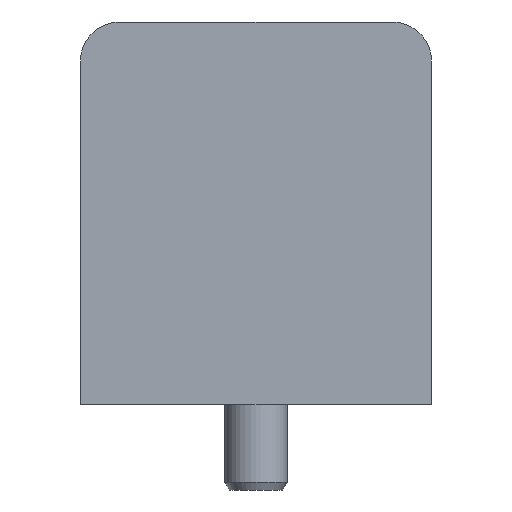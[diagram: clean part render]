
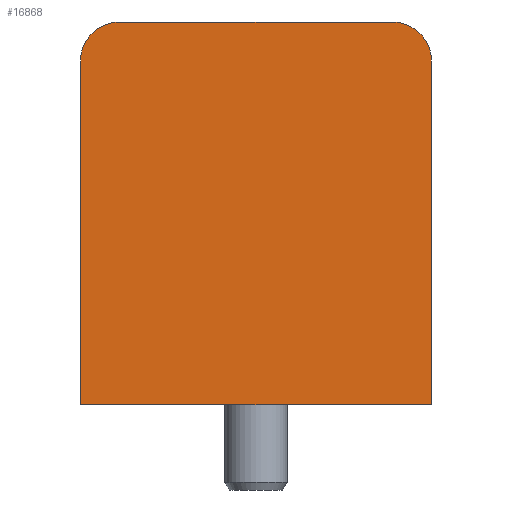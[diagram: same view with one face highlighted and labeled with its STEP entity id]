
A CAD part, left-side view. The second image highlights one B-rep face of the part: STEP entity #16868.
In plain terms, the highlighted planar face has unit normal (-1, 0, 0).
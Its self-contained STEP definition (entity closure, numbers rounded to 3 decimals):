
#91 = DIRECTION ( 'NONE',  ( -1., 0., 0. ) ) ;
#244 = VECTOR ( 'NONE', #28136, 1000. ) ;
#401 = CARTESIAN_POINT ( 'NONE',  ( -5.8, -17.5, 22.5 ) ) ;
#1339 = AXIS2_PLACEMENT_3D ( 'NONE', #5006, #91, #2585 ) ;
#2485 = ORIENTED_EDGE ( 'NONE', *, *, #25278, .F. ) ;
#2585 = DIRECTION ( 'NONE',  ( 0., 0., 1. ) ) ;
#3152 = VECTOR ( 'NONE', #23753, 1000. ) ;
#4084 = EDGE_CURVE ( 'NONE', #12296, #6818, #28717, .T. ) ;
#4245 = VERTEX_POINT ( 'NONE', #21607 ) ;
#5006 = CARTESIAN_POINT ( 'NONE',  ( -5.8, 17.5, 17.5 ) ) ;
#6591 = DIRECTION ( 'NONE',  ( 0., 1., 0. ) ) ;
#6818 = VERTEX_POINT ( 'NONE', #401 ) ;
#6920 = CARTESIAN_POINT ( 'NONE',  ( -5.8, -22.5, -26.577 ) ) ;
#7526 = VERTEX_POINT ( 'NONE', #8532 ) ;
#8116 = VECTOR ( 'NONE', #30374, 1000. ) ;
#8532 = CARTESIAN_POINT ( 'NONE',  ( -5.8, 17.5, 22.5 ) ) ;
#8950 = DIRECTION ( 'NONE',  ( 0., 0., 1. ) ) ;
#9355 = AXIS2_PLACEMENT_3D ( 'NONE', #18353, #18455, #27729 ) ;
#10076 = CARTESIAN_POINT ( 'NONE',  ( -5.8, -22.5, 17.5 ) ) ;
#11025 = PLANE ( 'NONE',  #9355 ) ;
#11187 = VERTEX_POINT ( 'NONE', #14855 ) ;
#11251 = ORIENTED_EDGE ( 'NONE', *, *, #13551, .F. ) ;
#11528 = CARTESIAN_POINT ( 'NONE',  ( -5.8, -22.5, 22.5 ) ) ;
#11951 = CIRCLE ( 'NONE', #1339, 5. ) ;
#12296 = VERTEX_POINT ( 'NONE', #10076 ) ;
#12987 = ORIENTED_EDGE ( 'NONE', *, *, #17001, .F. ) ;
#13551 = EDGE_CURVE ( 'NONE', #12296, #14341, #19225, .T. ) ;
#14056 = VECTOR ( 'NONE', #6591, 1000. ) ;
#14146 = CARTESIAN_POINT ( 'NONE',  ( -5.8, 22.5, 22.5 ) ) ;
#14326 = CARTESIAN_POINT ( 'NONE',  ( -5.8, -22.5, -22.5 ) ) ;
#14341 = VERTEX_POINT ( 'NONE', #21076 ) ;
#14855 = CARTESIAN_POINT ( 'NONE',  ( -5.8, 22.5, -26.577 ) ) ;
#16572 = ORIENTED_EDGE ( 'NONE', *, *, #20111, .F. ) ;
#16868 = ADVANCED_FACE ( 'NONE', ( #18212 ), #11025, .T. ) ;
#17001 = EDGE_CURVE ( 'NONE', #11187, #4245, #29750, .T. ) ;
#17479 = LINE ( 'NONE', #11528, #8116 ) ;
#18212 = FACE_OUTER_BOUND ( 'NONE', #26419, .T. ) ;
#18353 = CARTESIAN_POINT ( 'NONE',  ( -5.8, 0., 0. ) ) ;
#18455 = DIRECTION ( 'NONE',  ( -1., 0., 0. ) ) ;
#19225 = LINE ( 'NONE', #14326, #3152 ) ;
#19515 = ORIENTED_EDGE ( 'NONE', *, *, #23790, .T. ) ;
#20024 = LINE ( 'NONE', #6920, #14056 ) ;
#20111 = EDGE_CURVE ( 'NONE', #7526, #6818, #17479, .T. ) ;
#20863 = DIRECTION ( 'NONE',  ( -1., 0., 0. ) ) ;
#21076 = CARTESIAN_POINT ( 'NONE',  ( -5.8, -22.5, -26.577 ) ) ;
#21607 = CARTESIAN_POINT ( 'NONE',  ( -5.8, 22.5, 17.5 ) ) ;
#23300 = ORIENTED_EDGE ( 'NONE', *, *, #4084, .T. ) ;
#23753 = DIRECTION ( 'NONE',  ( 0., 0., -1. ) ) ;
#23790 = EDGE_CURVE ( 'NONE', #7526, #4245, #11951, .T. ) ;
#25278 = EDGE_CURVE ( 'NONE', #14341, #11187, #20024, .T. ) ;
#25696 = AXIS2_PLACEMENT_3D ( 'NONE', #27535, #20863, #8950 ) ;
#26419 = EDGE_LOOP ( 'NONE', ( #2485, #11251, #23300, #16572, #19515, #12987 ) ) ;
#27535 = CARTESIAN_POINT ( 'NONE',  ( -5.8, -17.5, 17.5 ) ) ;
#27729 = DIRECTION ( 'NONE',  ( 0., 0., 1. ) ) ;
#28136 = DIRECTION ( 'NONE',  ( 0., 0., 1. ) ) ;
#28717 = CIRCLE ( 'NONE', #25696, 5. ) ;
#29750 = LINE ( 'NONE', #14146, #244 ) ;
#30374 = DIRECTION ( 'NONE',  ( 0., -1., 0. ) ) ;
